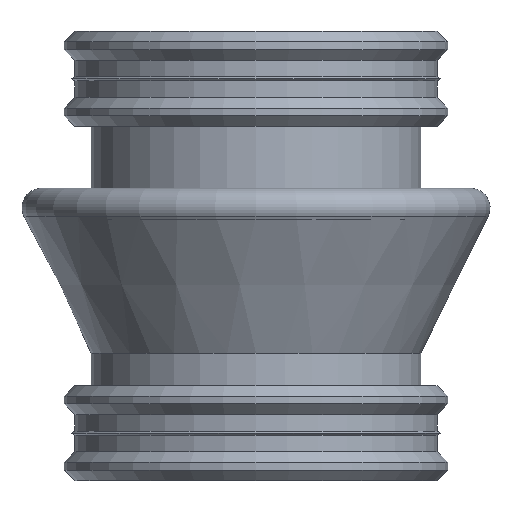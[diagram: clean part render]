
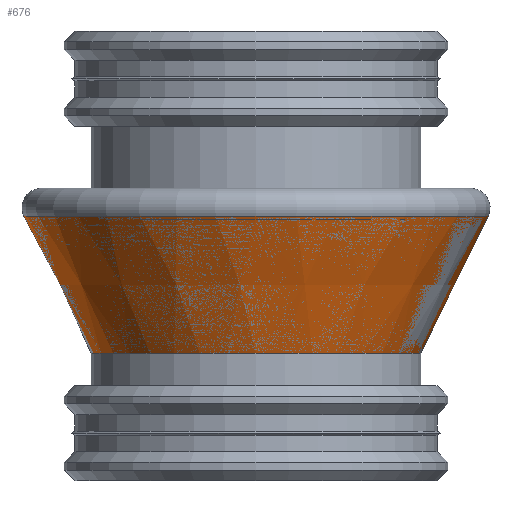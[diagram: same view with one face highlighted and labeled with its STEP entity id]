
A CAD part, left-side view. The second image highlights one B-rep face of the part: STEP entity #676.
In plain terms, the highlighted conical face has half-angle 26.158 degrees and reference radius 61.277 mm.
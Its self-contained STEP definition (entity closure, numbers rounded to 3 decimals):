
#60=LINE('',#1173,#93);
#93=VECTOR('',#974,61.277);
#115=CONICAL_SURFACE('',#774,61.277,0.457);
#159=FACE_OUTER_BOUND('',#210,.T.);
#210=EDGE_LOOP('',(#540,#541,#542,#543,#544));
#262=CIRCLE('',#771,71.654);
#263=CIRCLE('',#772,71.654);
#265=CIRCLE('',#775,50.9);
#315=VERTEX_POINT('',#1165);
#316=VERTEX_POINT('',#1166);
#317=VERTEX_POINT('',#1171);
#391=EDGE_CURVE('',#315,#316,#262,.T.);
#392=EDGE_CURVE('',#316,#315,#263,.T.);
#394=EDGE_CURVE('',#317,#317,#265,.T.);
#395=EDGE_CURVE('',#317,#315,#60,.T.);
#540=ORIENTED_EDGE('',*,*,#394,.F.);
#541=ORIENTED_EDGE('',*,*,#395,.T.);
#542=ORIENTED_EDGE('',*,*,#391,.T.);
#543=ORIENTED_EDGE('',*,*,#392,.T.);
#544=ORIENTED_EDGE('',*,*,#395,.F.);
#676=ADVANCED_FACE('',(#159),#115,.T.);
#771=AXIS2_PLACEMENT_3D('',#1167,#964,#965);
#772=AXIS2_PLACEMENT_3D('',#1168,#966,#967);
#774=AXIS2_PLACEMENT_3D('',#1170,#970,#971);
#775=AXIS2_PLACEMENT_3D('',#1172,#972,#973);
#964=DIRECTION('center_axis',(0.,0.,-1.));
#965=DIRECTION('ref_axis',(1.,0.,0.));
#966=DIRECTION('center_axis',(0.,0.,-1.));
#967=DIRECTION('ref_axis',(1.,0.,0.));
#970=DIRECTION('center_axis',(0.,0.,1.));
#971=DIRECTION('ref_axis',(0.,1.,0.));
#972=DIRECTION('center_axis',(0.,0.,-1.));
#973=DIRECTION('ref_axis',(1.,0.,0.));
#974=DIRECTION('',(0.,-0.441,0.898));
#1165=CARTESIAN_POINT('',(0.,-71.654,52.255));
#1166=CARTESIAN_POINT('',(71.654,0.,52.255));
#1167=CARTESIAN_POINT('Origin',(0.,0.,52.255));
#1168=CARTESIAN_POINT('Origin',(0.,0.,52.255));
#1170=CARTESIAN_POINT('Origin',(0.,0.,31.127));
#1171=CARTESIAN_POINT('',(0.,-50.9,10.));
#1172=CARTESIAN_POINT('Origin',(0.,0.,10.));
#1173=CARTESIAN_POINT('',(0.,-61.277,31.127));
